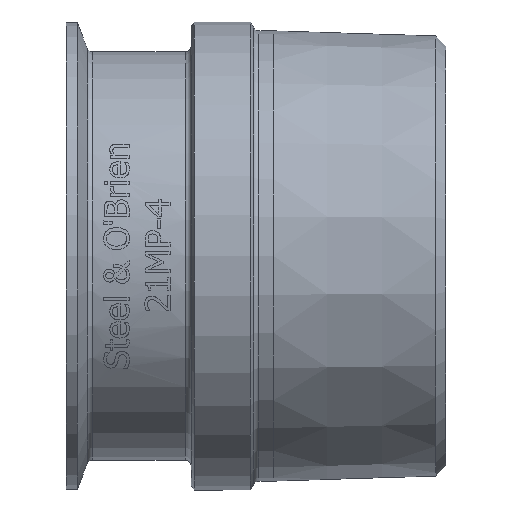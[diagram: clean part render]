
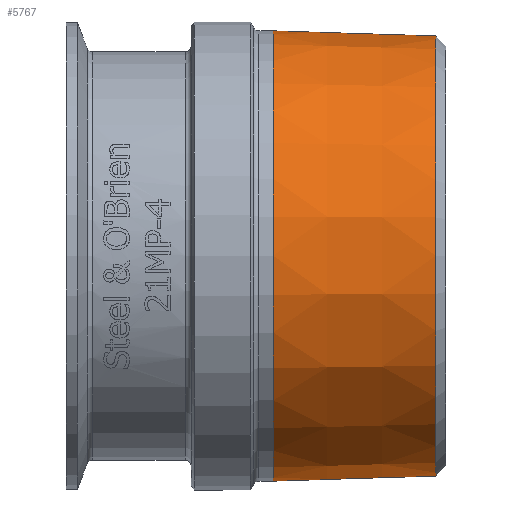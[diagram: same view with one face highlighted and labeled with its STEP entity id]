
A CAD part, top view. The second image highlights one B-rep face of the part: STEP entity #5767.
In plain terms, the highlighted conical face has half-angle 1.783 degrees and reference radius 56.737 mm.
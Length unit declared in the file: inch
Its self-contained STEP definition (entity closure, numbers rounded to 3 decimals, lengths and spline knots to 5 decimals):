
#20=CONICAL_SURFACE('',#6116,2.23374,1.783);
#86=FACE_BOUND('',#1325,.T.);
#967=FACE_OUTER_BOUND('',#1324,.T.);
#1324=EDGE_LOOP('',(#5358));
#1325=EDGE_LOOP('',(#5359));
#1499=CIRCLE('',#6114,2.20986);
#1501=CIRCLE('',#6117,2.26073);
#2850=VERTEX_POINT('',#12310);
#2852=VERTEX_POINT('',#12315);
#3695=EDGE_CURVE('',#2850,#2850,#1499,.T.);
#3697=EDGE_CURVE('',#2852,#2852,#1501,.T.);
#5358=ORIENTED_EDGE('',*,*,#3697,.T.);
#5359=ORIENTED_EDGE('',*,*,#3695,.F.);
#5767=ADVANCED_FACE('',(#967,#86),#20,.T.);
#6114=AXIS2_PLACEMENT_3D('',#12311,#7193,#7194);
#6116=AXIS2_PLACEMENT_3D('',#12314,#7197,#7198);
#6117=AXIS2_PLACEMENT_3D('',#12316,#7199,#7200);
#7193=DIRECTION('center_axis',(1.,0.,0.));
#7194=DIRECTION('ref_axis',(0.,-1.,0.));
#7197=DIRECTION('center_axis',(-1.,0.,0.));
#7198=DIRECTION('ref_axis',(0.,1.,0.));
#7199=DIRECTION('center_axis',(1.,0.,0.));
#7200=DIRECTION('ref_axis',(0.,1.,0.));
#12310=CARTESIAN_POINT('',(3.71305,2.20986,0.));
#12311=CARTESIAN_POINT('Origin',(3.71305,0.,
0.));
#12314=CARTESIAN_POINT('Origin',(2.94615,0.,0.));
#12315=CARTESIAN_POINT('',(2.0793,2.26073,0.));
#12316=CARTESIAN_POINT('Origin',(2.0793,0.,0.));
